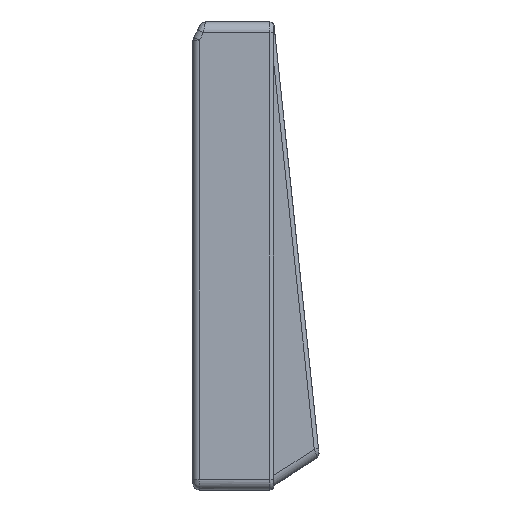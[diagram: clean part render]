
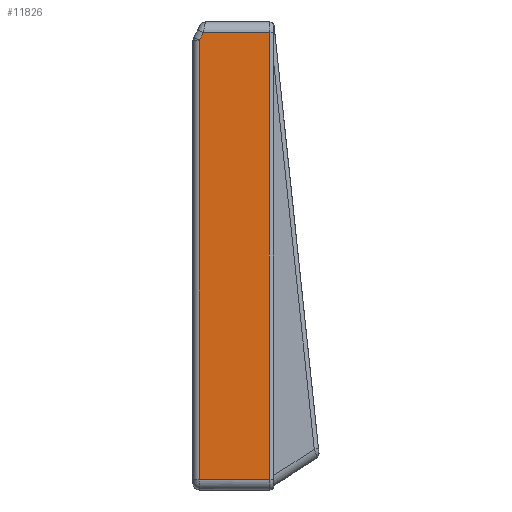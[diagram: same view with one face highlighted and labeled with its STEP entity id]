
A CAD part, left-side view. The second image highlights one B-rep face of the part: STEP entity #11826.
In plain terms, the highlighted planar face has unit normal (-1, 0, 0).
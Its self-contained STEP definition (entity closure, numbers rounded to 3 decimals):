
#151=PLANE('',#12405);
#1377=FACE_OUTER_BOUND('',#2039,.T.);
#2039=EDGE_LOOP('',(#9847,#9848,#9849,#9850,#9851));
#3245=LINE('',#27029,#4039);
#3258=LINE('',#27095,#4052);
#3263=LINE('',#27130,#4057);
#3416=LINE('',#29093,#4210);
#3417=LINE('',#29094,#4211);
#4039=VECTOR('',#13508,1.5);
#4052=VECTOR('',#13555,10.);
#4057=VECTOR('',#13566,1000.);
#4210=VECTOR('',#13989,1000.);
#4211=VECTOR('',#13990,10.);
#5205=VERTEX_POINT('',#26963);
#5215=VERTEX_POINT('',#27017);
#5234=VERTEX_POINT('',#27093);
#5240=VERTEX_POINT('',#27129);
#5459=VERTEX_POINT('',#29092);
#6761=EDGE_CURVE('',#5215,#5205,#3245,.T.);
#6786=EDGE_CURVE('',#5234,#5215,#3258,.T.);
#6794=EDGE_CURVE('',#5240,#5205,#3263,.T.);
#7081=EDGE_CURVE('',#5234,#5459,#3416,.T.);
#7082=EDGE_CURVE('',#5459,#5240,#3417,.T.);
#9847=ORIENTED_EDGE('',*,*,#6761,.F.);
#9848=ORIENTED_EDGE('',*,*,#6786,.F.);
#9849=ORIENTED_EDGE('',*,*,#7081,.T.);
#9850=ORIENTED_EDGE('',*,*,#7082,.T.);
#9851=ORIENTED_EDGE('',*,*,#6794,.T.);
#11826=ADVANCED_FACE('',(#1377),#151,.F.);
#12405=AXIS2_PLACEMENT_3D('',#29091,#13987,#13988);
#13508=DIRECTION('',(0.,-0.447,0.894));
#13555=DIRECTION('',(0.,0.,1.));
#13566=DIRECTION('',(0.,1.,0.));
#13987=DIRECTION('center_axis',(1.,0.,0.));
#13988=DIRECTION('ref_axis',(0.,0.,-1.));
#13989=DIRECTION('',(0.,-1.,0.));
#13990=DIRECTION('',(0.,0.,1.));
#26963=CARTESIAN_POINT('',(-147.85,16.573,52.6));
#27017=CARTESIAN_POINT('',(-147.85,17.5,50.746));
#27029=CARTESIAN_POINT('',(-147.85,60.138,-34.531));
#27093=CARTESIAN_POINT('',(-147.85,17.5,-52.6));
#27095=CARTESIAN_POINT('',(-147.85,17.5,-27.55));
#27129=CARTESIAN_POINT('',(-147.85,1.,52.6));
#27130=CARTESIAN_POINT('',(-147.85,19.,52.6));
#29091=CARTESIAN_POINT('Origin',(-147.85,19.,-55.1));
#29092=CARTESIAN_POINT('',(-147.85,1.,-52.6));
#29093=CARTESIAN_POINT('',(-147.85,19.,-52.6));
#29094=CARTESIAN_POINT('',(-147.85,1.,-52.6));
